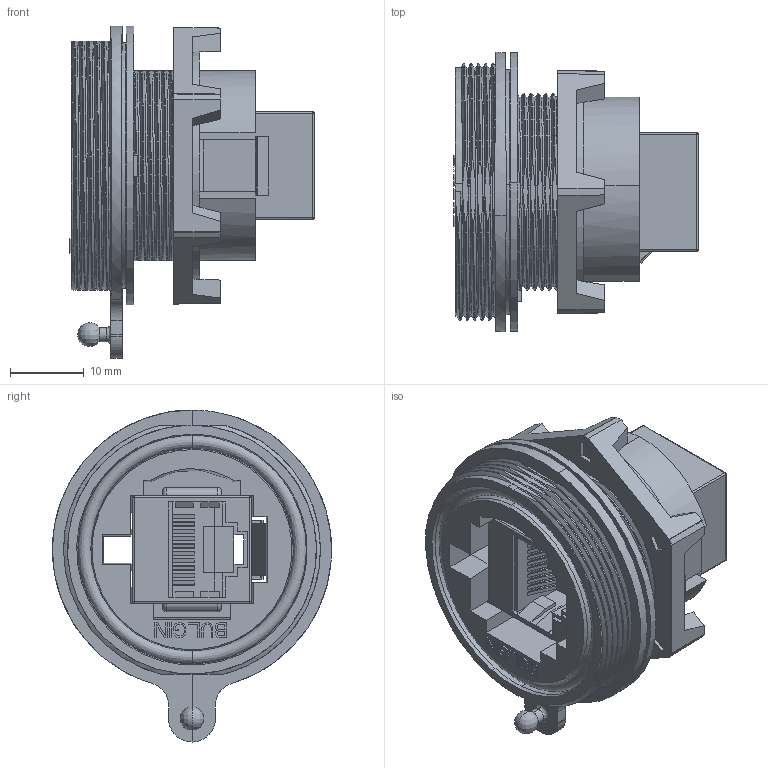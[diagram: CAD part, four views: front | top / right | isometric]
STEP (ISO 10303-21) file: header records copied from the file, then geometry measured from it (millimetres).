
FILE_DESCRIPTION(('STEP AP242'),'1');
FILE_NAME('px0833.stp','2023-02-15T22:46:29',('TraceParts'),('TraceParts S.A.'),'Spatial InterOp 3D',' ',' ');
FILE_SCHEMA(('AP242_MANAGED_MODEL_BASED_3D_ENGINEERING_MIM_LF {1 0 10303 442 1 1 4}'));
Length unit declared in the file: millimetre
Products named in the file (1): px0833_1
Bounding box: 33.17 x 37.93 x 45.09 mm (x, y, z)
Volume: 14594.4 mm3; surface area: 15431.6 mm2
Topology: 3 solids, 3 shells, 938 faces, 2731 edges, 1735 vertices
Faces by surface type: plane 668, bspline 126, cylinder 120, cone 24
Entity records: 55786 total; most frequent: CARTESIAN_POINT 22959, ORIENTED_EDGE 5430, DIRECTION 4214, EDGE_CURVE 2715, LINE 2004, VECTOR 2004, VERTEX_POINT 1735, PRESENTATION_STYLE_ASSIGNMENT 1517
